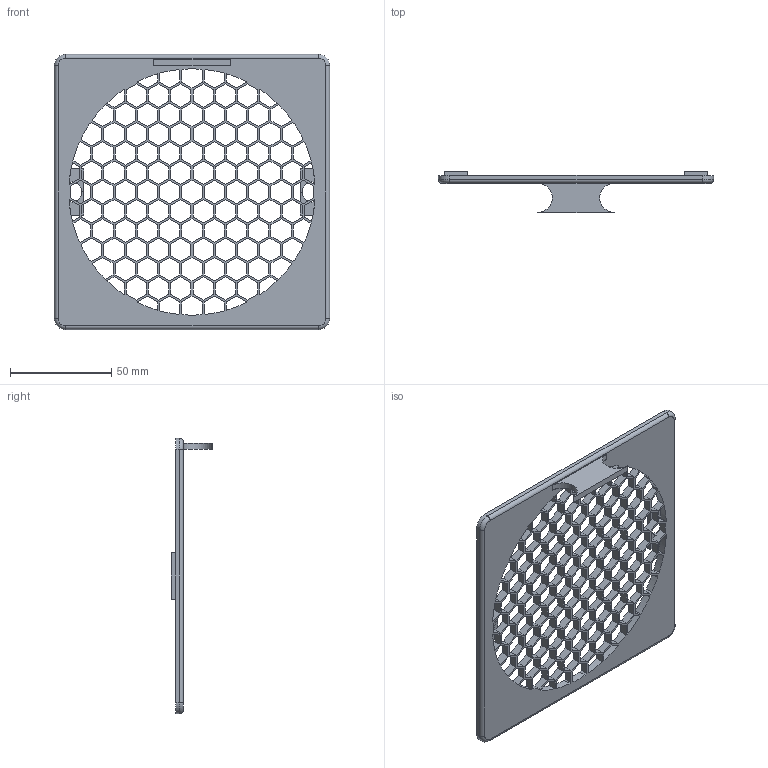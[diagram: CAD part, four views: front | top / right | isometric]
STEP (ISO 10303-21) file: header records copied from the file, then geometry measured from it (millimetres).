
FILE_DESCRIPTION(/* description */ ('STEP AP242 Edition 2','CAx-IF Rec.Pracs.---Representation and Presentation of Product Manufacturing Information (PMI)---4.0---2014-10-13','CAx-IF Rec.Pracs.---3D Tessellated Geometry---0.4---2014-09-14','2;1','CAx-IF Rec.Pracs.---User Defined Attributes---1.5---2016-08-15'),/* implementation_level */ '2;1');
FILE_NAME(/* name */ '6930d36e3d70a686c43a51fd',/* time_stamp */ '2025-12-04T00:18:55Z',/* author */ (''),/* organization */ (''),/* preprocessor_version */ 'ST-DEVELOPER v20',/* originating_system */ 'ONSHAPE BY PTC INC, 1.207',/* authorisation */ ' ');
FILE_SCHEMA (('AP242_MANAGED_MODEL_BASED_3D_ENGINEERING_MIM_LF { 1 0 10303 442 3 1 4 }'));
Length unit declared in the file: metre
Products named in the file (1): BACK LID
Bounding box: 135.89 x 20.39 x 135.89 mm (x, y, z)
Volume: 35216.4 mm3; surface area: 36382.3 mm2
Topology: 1 solids, 1 shells, 767 faces, 2306 edges, 1524 vertices
Faces by surface type: plane 721, cylinder 42, torus 4
Full cylindrical faces by diameter (mm): 9.9 x2
Entity records: 25908 total; most frequent: ORIENTED_EDGE 4604, CARTESIAN_POINT 4592, DIRECTION 3944, EDGE_CURVE 2302, LINE 2196, VECTOR 2196, VERTEX_POINT 1522, EDGE_LOOP 1006
